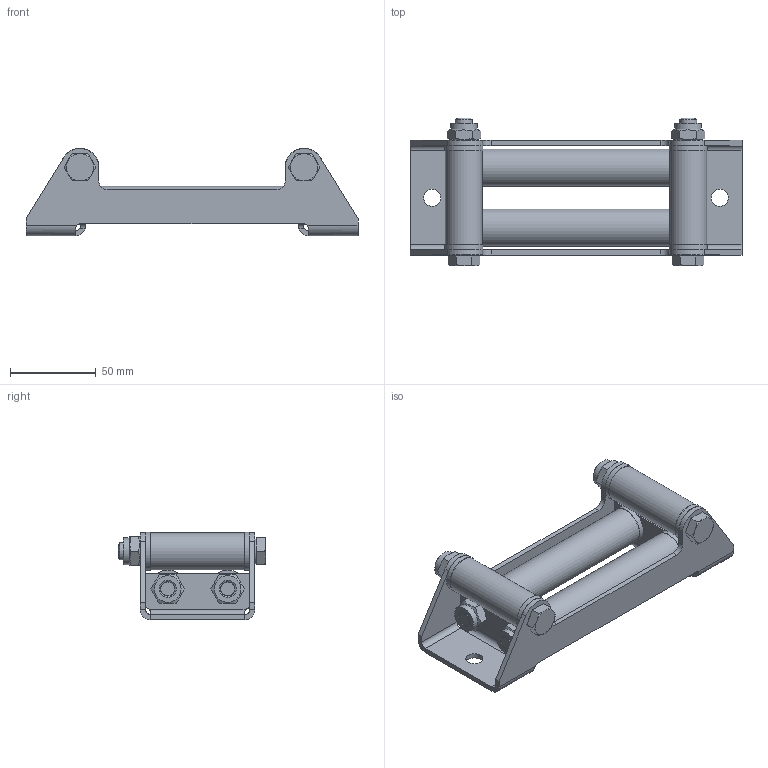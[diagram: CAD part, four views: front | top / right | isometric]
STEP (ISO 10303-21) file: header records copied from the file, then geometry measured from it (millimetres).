
FILE_DESCRIPTION(/* description */ (''),/* implementation_level */ '2;1');
FILE_NAME(/* name */ '643-413_Rollenfenster_CUB4.stp',/* time_stamp */ '2018-07-16T13:52:42+02:00',/* author */ ('lang1ph'),/* organization */ (''),/* preprocessor_version */ 'ST-DEVELOPER v17',/* originating_system */ 'Autodesk Inventor 2018',/* authorisation */ '');
FILE_SCHEMA (('AUTOMOTIVE_DESIGN { 1 0 10303 214 3 1 1 }'));
Length unit declared in the file: millimetre
Products named in the file (1): 634 705-19_Rollenfenster_Shrinkwrap_1
Bounding box: 194 x 86.4 x 51.1 mm (x, y, z)
Surface area: 75673 mm2 (no closed solid volume)
Topology: 0 solids, 29 shells, 208 faces, 588 edges, 402 vertices
Faces by surface type: plane 118, cylinder 52, cone 38
Full cylindrical faces by diameter (mm): 10 x4, 14.63 x4, 15.6 x4, 21.7 x4, 22.2 x8
Entity records: 6960 total; most frequent: CARTESIAN_POINT 1495, DIRECTION 1124, ORIENTED_EDGE 1018, EDGE_CURVE 588, AXIS2_PLACEMENT_3D 435, VERTEX_POINT 402, LINE 254, VECTOR 254
